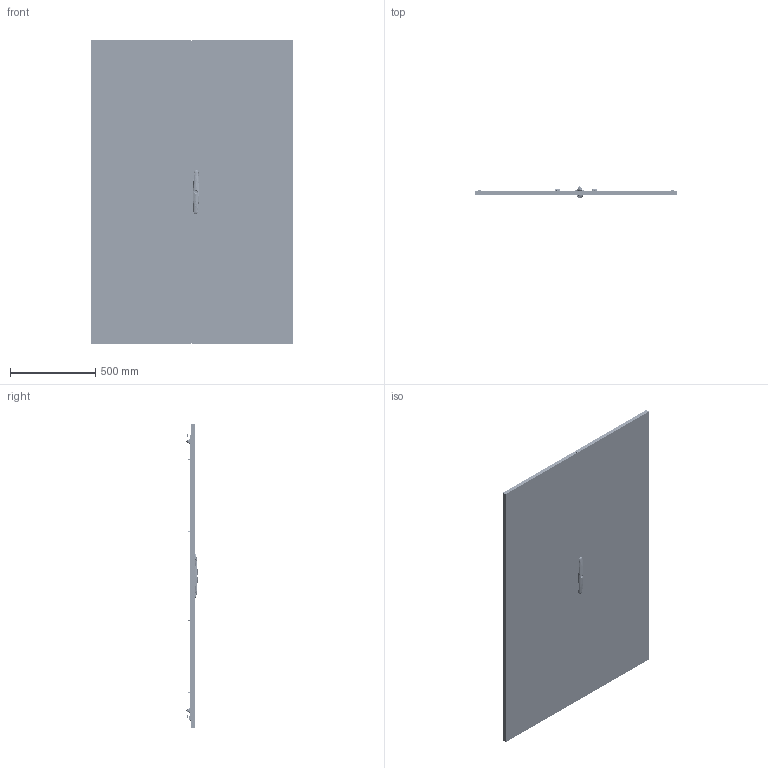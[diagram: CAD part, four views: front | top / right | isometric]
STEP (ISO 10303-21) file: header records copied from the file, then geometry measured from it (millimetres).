
FILE_DESCRIPTION (( 'STEP AP203' ), '1' );
FILE_NAME ('DBE18C.step', '2021-06-30T17:16:29', ( 'ADC123' ), ( 'Microsoft' ), 'SwSTEP 2.0', 'SolidWorks 2021', '' );
FILE_SCHEMA (( 'CONFIG_CONTROL_DESIGN' ));
Products named in the file (1): DBE18C
Bounding box: 1189.79 x 66.28 x 1784 mm (x, y, z)
Volume: 6857794.6 mm3; surface area: 6734250.4 mm2
Topology: 175 solids, 175 shells, 5507 faces, 14219 edges, 9268 vertices
Faces by surface type: plane 2647, cylinder 2005, cone 511, bspline 302, torus 42
Full cylindrical faces by diameter (mm): 0.25 x24, 3 x2, 3.4 x2, 3.5 x8, 3.96 x4, 4 x14, 4.1 x2, 4.25 x272, 4.3 x2, 4.4 x2, 4.5 x2, 4.9 x8, 4.917 x20, 4.984 x1, 5 x10, 5.2 x3, 5.5 x1, 6 x44, 6.2 x8, 7 x70, 7.2 x36, 8 x2, 9 x72, 9.9 x2, 10 x5, 10.2 x3, 12 x8, 12.8 x3, 13.5 x2, 14 x1
Entity records: 204146 total; most frequent: CARTESIAN_POINT 74290, ORIENTED_EDGE 26392, DIRECTION 25596, EDGE_CURVE 13196, AXIS2_PLACEMENT_3D 9325, VERTEX_POINT 9104, EDGE_LOOP 7542, LINE 6946
